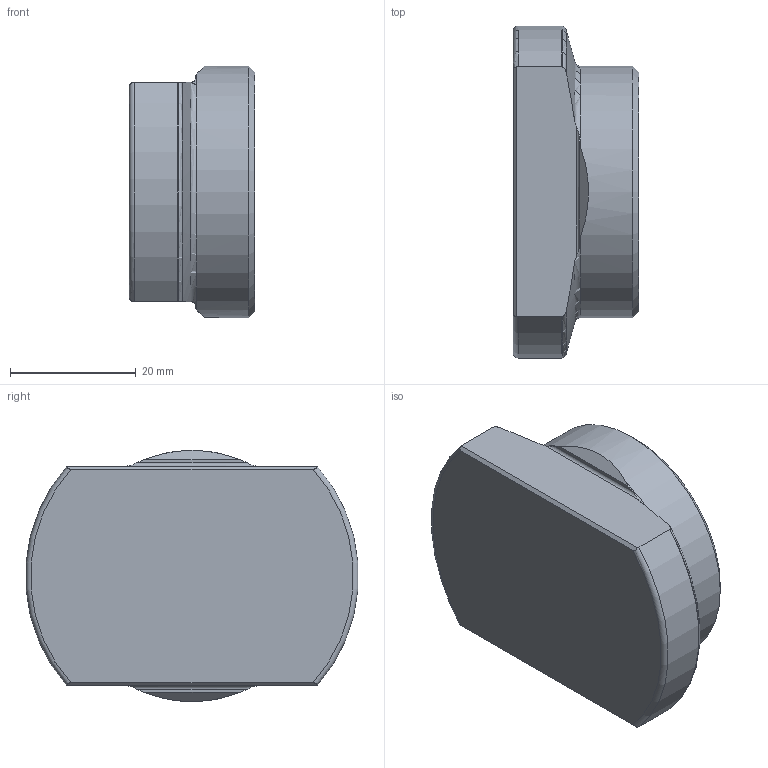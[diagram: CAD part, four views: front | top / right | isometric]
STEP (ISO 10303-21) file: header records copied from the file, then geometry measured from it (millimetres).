
FILE_DESCRIPTION(/* description */ (''),/* implementation_level */ '2;1');
FILE_NAME(/* name */ 'ATTC-32-60.stp',/* time_stamp */ '2023-11-20T10:45:44+03:00',/* author */ (''),/* organization */ (''),/* preprocessor_version */ 'ST-DEVELOPER v19.4',/* originating_system */ 'SIEMENS PLM Software NX2306.3001',/* authorisation */ '');
FILE_SCHEMA (('AP203_CONFIGURATION_CONTROLLED_3D_DESIGN_OF_MECHANICAL_PARTS_AND_ASSEMBLIES_MIM_LF { 1 0 10303 403 2 1 2}'));
Length unit declared in the file: millimetre
Products named in the file (1): ATTC-32-60
Bounding box: 20 x 52.83 x 40 mm (x, y, z)
Volume: 29091.7 mm3; surface area: 6034.9 mm2
Topology: 1 solids, 1 shells, 26 faces, 71 edges, 47 vertices
Faces by surface type: plane 10, torus 6, cone 5, cylinder 5
Full cylindrical faces by diameter (mm): 40 x1
Entity records: 1069 total; most frequent: CARTESIAN_POINT 387, ORIENTED_EDGE 136, DIRECTION 112, EDGE_CURVE 68, AXIS2_PLACEMENT_3D 49, VERTEX_POINT 46, B_SPLINE_CURVE_WITH_KNOTS 32, EDGE_LOOP 28
